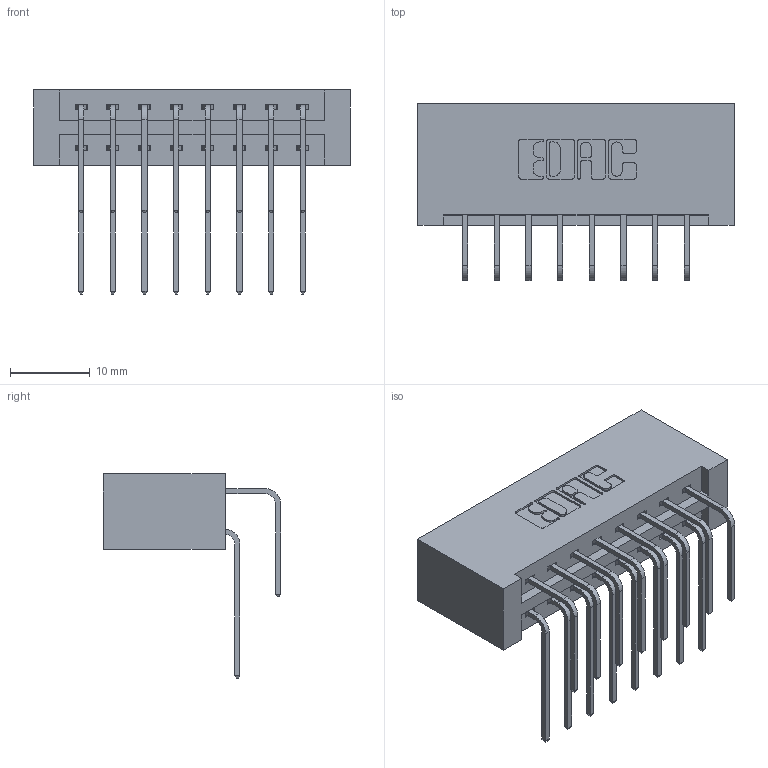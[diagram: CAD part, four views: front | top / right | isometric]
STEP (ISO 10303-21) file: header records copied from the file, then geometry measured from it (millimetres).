
FILE_DESCRIPTION (( 'STEP AP203' ), '1' );
FILE_NAME ('387-016-558-201.STEP', '2019-10-15T23:54:30', ( '' ), ( '' ), 'SwSTEP 2.0', 'SolidWorks 2016', '' );
FILE_SCHEMA (( 'CONFIG_CONTROL_DESIGN' ));
Length unit declared in the file: inch
Products named in the file (4): 345-292-001_558 559 Tail - 1; 387-016-558-201; 345-292-001_558 Tail - 2; 337 Part_No Mounting Lugs
Assembly tree (17 placements, depth 2):
  387-016-558-201
    337 Part_No Mounting Lugs
    345-292-001_558 559 Tail - 1  x8
    345-292-001_558 Tail - 2  x8
Bounding box: 39.57 x 22.17 x 25.53 mm (x, y, z)
Volume: 4571 mm3; surface area: 5356.8 mm2
Topology: 17 solids, 17 shells, 1002 faces, 2959 edges, 1950 vertices
Faces by surface type: plane 706, cylinder 296
Entity records: 12107 total; most frequent: CARTESIAN_POINT 2113, ORIENTED_EDGE 1998, DIRECTION 1835, EDGE_CURVE 999, LINE 839, VECTOR 839, VERTEX_POINT 662, AXIS2_PLACEMENT_3D 498
